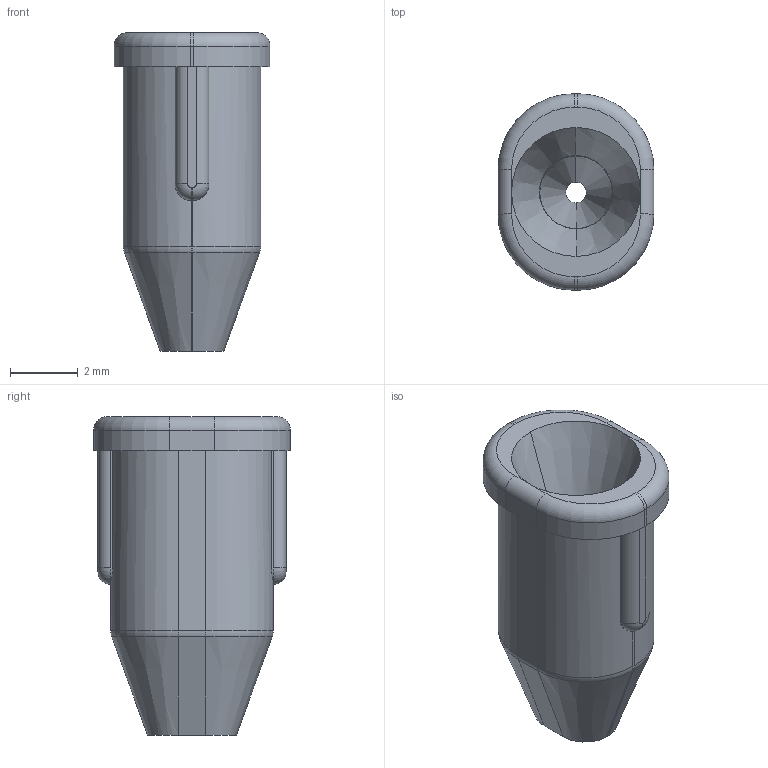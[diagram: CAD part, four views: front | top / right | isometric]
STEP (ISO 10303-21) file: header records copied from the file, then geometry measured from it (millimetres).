
FILE_DESCRIPTION(('CATIA V5R20 STEP214','CAx-IF Rec.Pracs.--- Model Styling and Organization---1.2---2011-12-15'),'2;1');
FILE_NAME ('411805_1', '2016-01-18T10:41:26+00:00', ('Weidmueller Interface'), ('Weidmueller'), 'CATIA Version 5-6 Release 2014 SP4', 'CATIA V5 STEP AP214', 'none');
FILE_SCHEMA(('AUTOMOTIVE_DESIGN { 1 0 10303 214 1 1 1 1 }'));
Length unit declared in the file: millimetre
Products named in the file (1): 1614300000_ZRH_2-5_1_WS
Bounding box: 4.6 x 5.8 x 9.4 mm (x, y, z)
Volume: 105.5 mm3; surface area: 210.8 mm2
Topology: 1 solids, 1 shells, 75 faces, 176 edges, 104 vertices
Faces by surface type: cylinder 30, plane 23, torus 14, cone 8
Entity records: 2076 total; most frequent: CARTESIAN_POINT 369, ORIENTED_EDGE 352, DIRECTION 316, EDGE_CURVE 176, AXIS2_PLACEMENT_3D 159, VERTEX_POINT 104, VECTOR 86, CIRCLE 86
